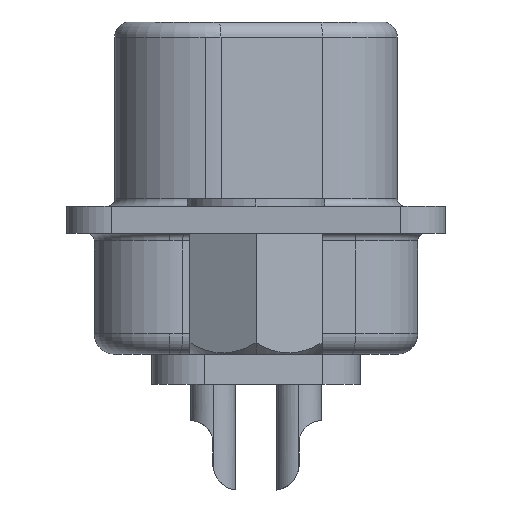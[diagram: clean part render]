
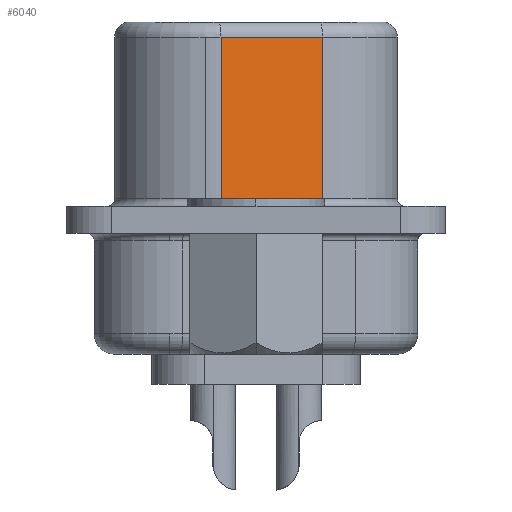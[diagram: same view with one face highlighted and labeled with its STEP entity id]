
A CAD part, left-side view. The second image highlights one B-rep face of the part: STEP entity #6040.
In plain terms, the highlighted planar face has unit normal (-0.985, -0.174, 0).
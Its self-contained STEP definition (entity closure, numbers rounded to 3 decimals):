
#46 = FACE_OUTER_BOUND ( 'NONE', #4737, .T. ) ;
#1153 = ORIENTED_EDGE ( 'NONE', *, *, #2303, .T. ) ;
#1154 = ORIENTED_EDGE ( 'NONE', *, *, #6647, .T. ) ;
#1155 = ORIENTED_EDGE ( 'NONE', *, *, #6673, .F. ) ;
#1156 = ORIENTED_EDGE ( 'NONE', *, *, #6741, .T. ) ;
#2303 = EDGE_CURVE ( 'NONE', #5141, #5192, #9096, .T. ) ;
#2778 = AXIS2_PLACEMENT_3D ( 'NONE', #10024, #10028, #10029 ) ;
#4737 = EDGE_LOOP ( 'NONE', ( #1153, #1154, #1155, #1156 ) ) ;
#4918 = VERTEX_POINT ( 'NONE', #7223 ) ;
#4948 = VERTEX_POINT ( 'NONE', #7253 ) ;
#5141 = VERTEX_POINT ( 'NONE', #7446 ) ;
#5192 = VERTEX_POINT ( 'NONE', #7497 ) ;
#6040 = ADVANCED_FACE ( 'NONE', ( #46 ), #10026, .F. ) ;
#6647 = EDGE_CURVE ( 'NONE', #5192, #4948, #6835, .T. ) ;
#6673 = EDGE_CURVE ( 'NONE', #4918, #4948, #6864, .T. ) ;
#6741 = EDGE_CURVE ( 'NONE', #4918, #5141, #6949, .T. ) ;
#6835 = LINE ( 'NONE', #8332, #6837 ) ;
#6837 = VECTOR ( 'NONE', #8331, 1000. ) ;
#6864 = LINE ( 'NONE', #8488, #6867 ) ;
#6867 = VECTOR ( 'NONE', #8489, 1000. ) ;
#6949 = LINE ( 'NONE', #8750, #6950 ) ;
#6950 = VECTOR ( 'NONE', #8751, 1000. ) ;
#7223 = CARTESIAN_POINT ( 'NONE',  ( -12.487, -2.201, 6.05 ) ) ;
#7253 = CARTESIAN_POINT ( 'NONE',  ( -12.487, -2.201, 0.7 ) ) ;
#7446 = CARTESIAN_POINT ( 'NONE',  ( -13.079, 1.159, 6.05 ) ) ;
#7497 = CARTESIAN_POINT ( 'NONE',  ( -13.079, 1.159, 0.7 ) ) ;
#8331 = DIRECTION ( 'NONE',  ( 0.174, -0.985, 0. ) ) ;
#8332 = CARTESIAN_POINT ( 'NONE',  ( -12.487, -2.201, 0.7 ) ) ;
#8488 = CARTESIAN_POINT ( 'NONE',  ( -12.487, -2.201, 6.55 ) ) ;
#8489 = DIRECTION ( 'NONE',  ( 0., 0., -1. ) ) ;
#8750 = CARTESIAN_POINT ( 'NONE',  ( -13.079, 1.159, 6.05 ) ) ;
#8751 = DIRECTION ( 'NONE',  ( -0.174, 0.985, 0. ) ) ;
#9096 = LINE ( 'NONE', #11440, #9098 ) ;
#9098 = VECTOR ( 'NONE', #11438, 1000. ) ;
#10024 = CARTESIAN_POINT ( 'NONE',  ( -13.079, 1.159, 6.55 ) ) ;
#10026 = PLANE ( 'NONE',  #2778 ) ;
#10028 = DIRECTION ( 'NONE',  ( 0.985, 0.174, 0. ) ) ;
#10029 = DIRECTION ( 'NONE',  ( -0.174, 0.985, 0. ) ) ;
#11438 = DIRECTION ( 'NONE',  ( 0., 0., -1. ) ) ;
#11440 = CARTESIAN_POINT ( 'NONE',  ( -13.079, 1.159, 6.55 ) ) ;
